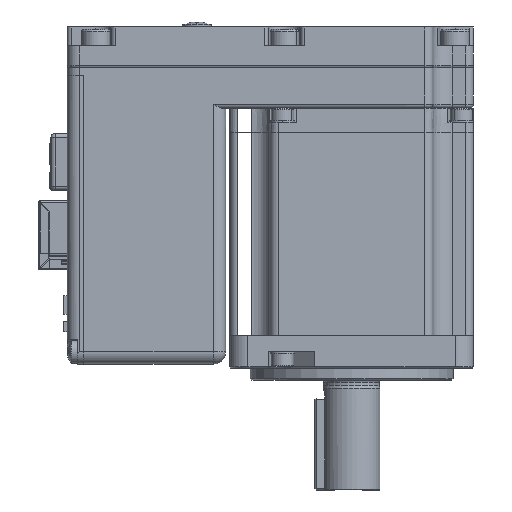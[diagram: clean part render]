
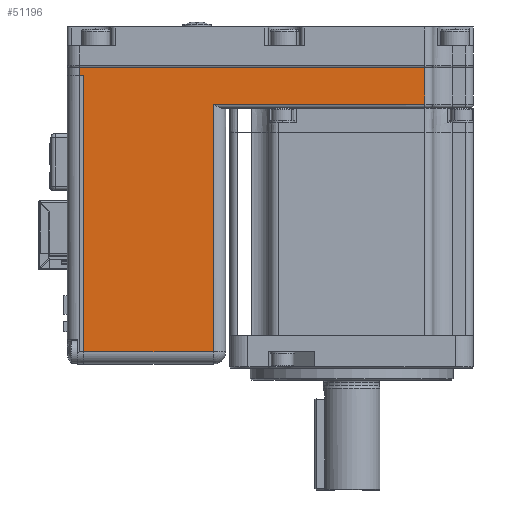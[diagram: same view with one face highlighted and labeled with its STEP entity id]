
A CAD part, front view. The second image highlights one B-rep face of the part: STEP entity #51196.
In plain terms, the highlighted planar face has unit normal (0, -1, 0).
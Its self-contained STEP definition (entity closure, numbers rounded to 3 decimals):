
#1018 = CARTESIAN_POINT ( 'NONE',  ( 34.261, -30.734, 101.5 ) ) ;
#1724 = VERTEX_POINT ( 'NONE', #52047 ) ;
#5213 = DIRECTION ( 'NONE',  ( 1., 0., 0. ) ) ;
#5626 = LINE ( 'NONE', #83111, #38210 ) ;
#6169 = VERTEX_POINT ( 'NONE', #59405 ) ;
#7190 = EDGE_CURVE ( 'NONE', #1724, #6169, #39725, .T. ) ;
#7676 = CARTESIAN_POINT ( 'NONE',  ( 5.433, -30.734, 103.5 ) ) ;
#8588 = CARTESIAN_POINT ( 'NONE',  ( -27.567, -30.734, 103.5 ) ) ;
#10694 = EDGE_CURVE ( 'NONE', #14332, #66807, #77376, .T. ) ;
#11666 = VECTOR ( 'NONE', #53085, 1000. ) ;
#14332 = VERTEX_POINT ( 'NONE', #77445 ) ;
#15586 = DIRECTION ( 'NONE',  ( 1., 0., 0. ) ) ;
#16180 = CARTESIAN_POINT ( 'NONE',  ( -26.567, -30.734, 101.5 ) ) ;
#16225 = CARTESIAN_POINT ( 'NONE',  ( -26.567, -30.734, 33.5 ) ) ;
#16341 = VECTOR ( 'NONE', #84149, 1000. ) ;
#18344 = VECTOR ( 'NONE', #73447, 1000. ) ;
#20453 = ORIENTED_EDGE ( 'NONE', *, *, #62491, .F. ) ;
#21233 = DIRECTION ( 'NONE',  ( 0., 0., 1. ) ) ;
#21366 = CARTESIAN_POINT ( 'NONE',  ( 69.433, -30.734, 103.5 ) ) ;
#21743 = ORIENTED_EDGE ( 'NONE', *, *, #7190, .T. ) ;
#27131 = AXIS2_PLACEMENT_3D ( 'NONE', #21366, #66826, #27864 ) ;
#27864 = DIRECTION ( 'NONE',  ( 0., 0., 1. ) ) ;
#28431 = VERTEX_POINT ( 'NONE', #58152 ) ;
#30631 = EDGE_CURVE ( 'NONE', #45853, #66807, #37295, .T. ) ;
#34490 = CARTESIAN_POINT ( 'NONE',  ( 69.433, -30.734, 94.5 ) ) ;
#37295 = LINE ( 'NONE', #34490, #81012 ) ;
#38210 = VECTOR ( 'NONE', #5213, 1000. ) ;
#38698 = CARTESIAN_POINT ( 'NONE',  ( 57.433, -30.734, 103.5 ) ) ;
#39725 = LINE ( 'NONE', #8588, #18344 ) ;
#39990 = VERTEX_POINT ( 'NONE', #16180 ) ;
#41589 = FACE_OUTER_BOUND ( 'NONE', #53586, .T. ) ;
#42027 = VECTOR ( 'NONE', #53170, 1000. ) ;
#44920 = VECTOR ( 'NONE', #21233, 1000. ) ;
#45853 = VERTEX_POINT ( 'NONE', #50531 ) ;
#46789 = CARTESIAN_POINT ( 'NONE',  ( -26.567, -30.734, 91.5 ) ) ;
#48283 = CARTESIAN_POINT ( 'NONE',  ( 9.433, -30.734, 103.5 ) ) ;
#48814 = LINE ( 'NONE', #48283, #62027 ) ;
#50531 = CARTESIAN_POINT ( 'NONE',  ( 5.433, -30.734, 94.5 ) ) ;
#51196 = ADVANCED_FACE ( 'NONE', ( #41589 ), #73103, .F. ) ;
#52047 = CARTESIAN_POINT ( 'NONE',  ( -27.567, -30.734, 103.5 ) ) ;
#53085 = DIRECTION ( 'NONE',  ( -1., 0., 0. ) ) ;
#53170 = DIRECTION ( 'NONE',  ( 0., 0., 1. ) ) ;
#53586 = EDGE_LOOP ( 'NONE', ( #70825, #81454, #62001, #79598, #21743, #20453, #81228, #64243 ) ) ;
#55159 = EDGE_CURVE ( 'NONE', #61650, #28431, #5626, .T. ) ;
#57294 = LINE ( 'NONE', #7676, #42027 ) ;
#57891 = CARTESIAN_POINT ( 'NONE',  ( 57.433, -30.734, 94.5 ) ) ;
#58152 = CARTESIAN_POINT ( 'NONE',  ( 5.433, -30.734, 33.5 ) ) ;
#58400 = EDGE_CURVE ( 'NONE', #61650, #39990, #79513, .T. ) ;
#59405 = CARTESIAN_POINT ( 'NONE',  ( -27.567, -30.734, 101.5 ) ) ;
#60638 = DIRECTION ( 'NONE',  ( 1., 0., 0. ) ) ;
#61650 = VERTEX_POINT ( 'NONE', #16225 ) ;
#62001 = ORIENTED_EDGE ( 'NONE', *, *, #10694, .F. ) ;
#62027 = VECTOR ( 'NONE', #15586, 1000. ) ;
#62491 = EDGE_CURVE ( 'NONE', #39990, #6169, #63527, .T. ) ;
#63527 = LINE ( 'NONE', #1018, #11666 ) ;
#64243 = ORIENTED_EDGE ( 'NONE', *, *, #55159, .T. ) ;
#66807 = VERTEX_POINT ( 'NONE', #57891 ) ;
#66826 = DIRECTION ( 'NONE',  ( 0., 1., 0. ) ) ;
#70825 = ORIENTED_EDGE ( 'NONE', *, *, #76802, .T. ) ;
#73103 = PLANE ( 'NONE',  #27131 ) ;
#73447 = DIRECTION ( 'NONE',  ( 0., 0., -1. ) ) ;
#76802 = EDGE_CURVE ( 'NONE', #28431, #45853, #57294, .T. ) ;
#77376 = LINE ( 'NONE', #38698, #16341 ) ;
#77445 = CARTESIAN_POINT ( 'NONE',  ( 57.433, -30.734, 103.5 ) ) ;
#79513 = LINE ( 'NONE', #46789, #44920 ) ;
#79598 = ORIENTED_EDGE ( 'NONE', *, *, #82125, .F. ) ;
#81012 = VECTOR ( 'NONE', #60638, 1000. ) ;
#81228 = ORIENTED_EDGE ( 'NONE', *, *, #58400, .F. ) ;
#81454 = ORIENTED_EDGE ( 'NONE', *, *, #30631, .T. ) ;
#82125 = EDGE_CURVE ( 'NONE', #1724, #14332, #48814, .T. ) ;
#83111 = CARTESIAN_POINT ( 'NONE',  ( 5.433, -30.734, 33.5 ) ) ;
#84149 = DIRECTION ( 'NONE',  ( 0., 0., -1. ) ) ;
